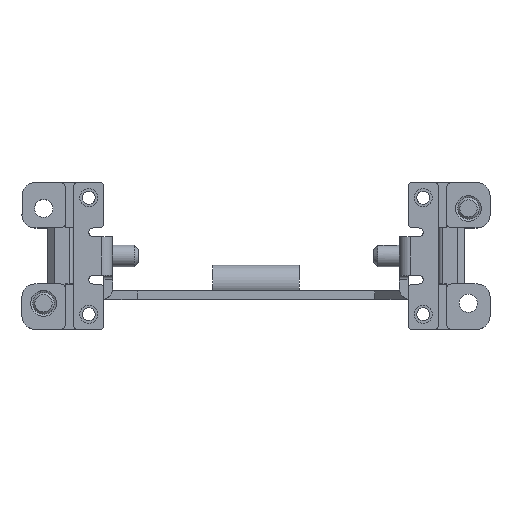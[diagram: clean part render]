
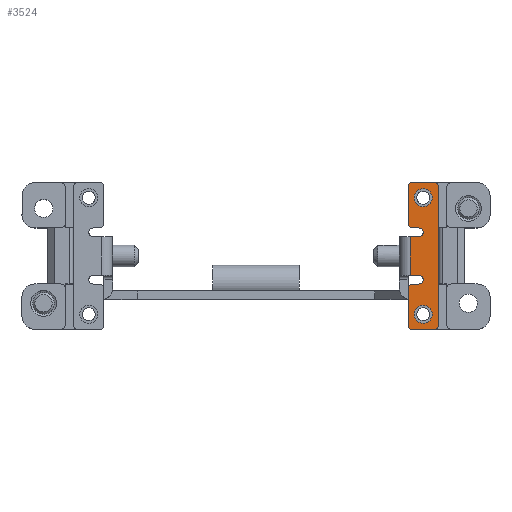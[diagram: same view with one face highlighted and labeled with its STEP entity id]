
A CAD part, top view. The second image highlights one B-rep face of the part: STEP entity #3524.
In plain terms, the highlighted planar face has unit normal (0, 0, 1).
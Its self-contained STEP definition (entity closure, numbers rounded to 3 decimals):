
#3524=ADVANCED_FACE('',(#4613,#4614,#4615),#3949,.T.);
#3949=PLANE('',#12445);
#4291=CIRCLE('',#12401,2.1);
#4293=CIRCLE('',#12404,2.1);
#4295=CIRCLE('',#12408,1.);
#4297=CIRCLE('',#12412,1.);
#4299=CIRCLE('',#12416,1.);
#4302=CIRCLE('',#12421,1.);
#4306=CIRCLE('',#12427,1.);
#4307=CIRCLE('',#12430,1.);
#4310=CIRCLE('',#12435,1.);
#4316=CIRCLE('',#12443,1.);
#4613=FACE_BOUND('',#4952,.T.);
#4614=FACE_BOUND('',#4953,.T.);
#4615=FACE_BOUND('',#4954,.T.);
#4952=EDGE_LOOP('',(#6036));
#4953=EDGE_LOOP('',(#6037));
#4954=EDGE_LOOP('',(#6038,#6039,#6040,#6041,#6042,#6043,#6044,#6045,#6046,
#6047,#6048,#6049,#6050,#6051,#6052,#6053,#6054,#6055));
#6036=ORIENTED_EDGE('',*,*,#9091,.T.);
#6037=ORIENTED_EDGE('',*,*,#9093,.T.);
#6038=ORIENTED_EDGE('',*,*,#9161,.T.);
#6039=ORIENTED_EDGE('',*,*,#9162,.F.);
#6040=ORIENTED_EDGE('',*,*,#9159,.T.);
#6041=ORIENTED_EDGE('',*,*,#9096,.T.);
#6042=ORIENTED_EDGE('',*,*,#9099,.T.);
#6043=ORIENTED_EDGE('',*,*,#9104,.T.);
#6044=ORIENTED_EDGE('',*,*,#9105,.T.);
#6045=ORIENTED_EDGE('',*,*,#9109,.T.);
#6046=ORIENTED_EDGE('',*,*,#9111,.T.);
#6047=ORIENTED_EDGE('',*,*,#9119,.T.);
#6048=ORIENTED_EDGE('',*,*,#9120,.T.);
#6049=ORIENTED_EDGE('',*,*,#9126,.T.);
#6050=ORIENTED_EDGE('',*,*,#9129,.T.);
#6051=ORIENTED_EDGE('',*,*,#9132,.T.);
#6052=ORIENTED_EDGE('',*,*,#9133,.T.);
#6053=ORIENTED_EDGE('',*,*,#9138,.T.);
#6054=ORIENTED_EDGE('',*,*,#9141,.T.);
#6055=ORIENTED_EDGE('',*,*,#9163,.F.);
#8176=VERTEX_POINT('',#16362);
#8178=VERTEX_POINT('',#16367);
#8181=VERTEX_POINT('',#16373);
#8182=VERTEX_POINT('',#16375);
#8184=VERTEX_POINT('',#16381);
#8187=VERTEX_POINT('',#16389);
#8188=VERTEX_POINT('',#16393);
#8191=VERTEX_POINT('',#16400);
#8192=VERTEX_POINT('',#16405);
#8198=VERTEX_POINT('',#16419);
#8199=VERTEX_POINT('',#16423);
#8203=VERTEX_POINT('',#16433);
#8205=VERTEX_POINT('',#16439);
#8207=VERTEX_POINT('',#16445);
#8208=VERTEX_POINT('',#16449);
#8211=VERTEX_POINT('',#16457);
#8213=VERTEX_POINT('',#16463);
#8227=VERTEX_POINT('',#16498);
#8228=VERTEX_POINT('',#16502);
#8229=VERTEX_POINT('',#16503);
#9091=EDGE_CURVE('',#8176,#8176,#4291,.T.);
#9093=EDGE_CURVE('',#8178,#8178,#4293,.T.);
#9096=EDGE_CURVE('',#8182,#8181,#10219,.T.);
#9099=EDGE_CURVE('',#8181,#8184,#4295,.T.);
#9104=EDGE_CURVE('',#8184,#8187,#10225,.T.);
#9105=EDGE_CURVE('',#8187,#8188,#4297,.T.);
#9109=EDGE_CURVE('',#8188,#8191,#10228,.T.);
#9111=EDGE_CURVE('',#8191,#8192,#4299,.T.);
#9119=EDGE_CURVE('',#8192,#8198,#10235,.T.);
#9120=EDGE_CURVE('',#8198,#8199,#4302,.T.);
#9126=EDGE_CURVE('',#8199,#8203,#10239,.T.);
#9129=EDGE_CURVE('',#8203,#8205,#4306,.T.);
#9132=EDGE_CURVE('',#8205,#8207,#10243,.T.);
#9133=EDGE_CURVE('',#8207,#8208,#4307,.T.);
#9138=EDGE_CURVE('',#8208,#8211,#10247,.T.);
#9141=EDGE_CURVE('',#8211,#8213,#4310,.T.);
#9159=EDGE_CURVE('',#8227,#8182,#4316,.T.);
#9161=EDGE_CURVE('',#8228,#8229,#10262,.T.);
#9162=EDGE_CURVE('',#8227,#8229,#10263,.T.);
#9163=EDGE_CURVE('',#8228,#8213,#10264,.T.);
#10219=LINE('',#16374,#11109);
#10225=LINE('',#16390,#11115);
#10228=LINE('',#16401,#11118);
#10235=LINE('',#16420,#11125);
#10239=LINE('',#16434,#11129);
#10243=LINE('',#16446,#11133);
#10247=LINE('',#16458,#11137);
#10262=LINE('',#16501,#11152);
#10263=LINE('',#16504,#11153);
#10264=LINE('',#16505,#11154);
#11109=VECTOR('',#13662,1.);
#11115=VECTOR('',#13676,1.);
#11118=VECTOR('',#13687,1.);
#11125=VECTOR('',#13704,1.);
#11129=VECTOR('',#13718,1.);
#11133=VECTOR('',#13730,1.);
#11137=VECTOR('',#13742,1.);
#11152=VECTOR('',#13781,1.);
#11153=VECTOR('',#13782,1.);
#11154=VECTOR('',#13783,1.);
#12401=AXIS2_PLACEMENT_3D('',#16361,#13649,#13650);
#12404=AXIS2_PLACEMENT_3D('',#16366,#13655,#13656);
#12408=AXIS2_PLACEMENT_3D('',#16380,#13667,#13668);
#12412=AXIS2_PLACEMENT_3D('',#16392,#13679,#13680);
#12416=AXIS2_PLACEMENT_3D('',#16404,#13691,#13692);
#12421=AXIS2_PLACEMENT_3D('',#16422,#13707,#13708);
#12427=AXIS2_PLACEMENT_3D('',#16440,#13724,#13725);
#12430=AXIS2_PLACEMENT_3D('',#16448,#13733,#13734);
#12435=AXIS2_PLACEMENT_3D('',#16464,#13748,#13749);
#12443=AXIS2_PLACEMENT_3D('',#16497,#13776,#13777);
#12445=AXIS2_PLACEMENT_3D('',#16506,#13784,#13785);
#13649=DIRECTION('',(0.,0.,-1.));
#13650=DIRECTION('',(0.,1.,0.));
#13655=DIRECTION('',(0.,0.,-1.));
#13656=DIRECTION('',(0.,1.,0.));
#13662=DIRECTION('',(-1.,0.,0.));
#13667=DIRECTION('',(0.,0.,1.));
#13668=DIRECTION('',(0.,1.,0.));
#13676=DIRECTION('',(0.,-1.,0.));
#13679=DIRECTION('',(0.,0.,1.));
#13680=DIRECTION('',(-1.,0.,0.));
#13687=DIRECTION('',(1.,0.,0.));
#13691=DIRECTION('',(0.,0.,1.));
#13692=DIRECTION('',(0.,-1.,0.));
#13704=DIRECTION('',(0.,1.,0.));
#13707=DIRECTION('',(0.,0.,1.));
#13708=DIRECTION('',(1.,0.,0.));
#13718=DIRECTION('',(-1.,0.,0.));
#13724=DIRECTION('',(0.,0.,1.));
#13725=DIRECTION('',(0.,1.,0.));
#13730=DIRECTION('',(0.,-1.,0.));
#13733=DIRECTION('',(0.,0.,1.));
#13734=DIRECTION('',(-1.,0.,0.));
#13742=DIRECTION('',(1.,0.,0.));
#13748=DIRECTION('',(0.,0.,-1.));
#13749=DIRECTION('',(0.,1.,0.));
#13776=DIRECTION('',(0.,0.,-1.));
#13777=DIRECTION('',(0.,1.,0.));
#13781=DIRECTION('',(0.,-1.,0.));
#13782=DIRECTION('',(-1.,0.,0.));
#13783=DIRECTION('',(1.,0.,0.));
#13784=DIRECTION('',(0.,0.,1.));
#13785=DIRECTION('',(-1.,0.,0.));
#16361=CARTESIAN_POINT('',(38.75,13.5,0.));
#16362=CARTESIAN_POINT('',(38.75,15.6,0.));
#16366=CARTESIAN_POINT('',(38.75,-13.5,0.));
#16367=CARTESIAN_POINT('',(38.75,-11.4,0.));
#16373=CARTESIAN_POINT('',(36.25,-6.5,0.));
#16374=CARTESIAN_POINT('',(37.75,-6.5,0.));
#16375=CARTESIAN_POINT('',(37.75,-6.5,0.));
#16380=CARTESIAN_POINT('',(36.25,-7.5,0.));
#16381=CARTESIAN_POINT('',(35.25,-7.5,0.));
#16389=CARTESIAN_POINT('',(35.25,-16.15,0.));
#16390=CARTESIAN_POINT('',(35.25,-7.5,0.));
#16392=CARTESIAN_POINT('',(36.25,-16.15,0.));
#16393=CARTESIAN_POINT('',(36.25,-17.15,0.));
#16400=CARTESIAN_POINT('',(41.25,-17.15,0.));
#16401=CARTESIAN_POINT('',(36.25,-17.15,0.));
#16404=CARTESIAN_POINT('',(41.25,-16.15,0.));
#16405=CARTESIAN_POINT('',(42.25,-16.15,0.));
#16419=CARTESIAN_POINT('',(42.25,16.15,0.));
#16420=CARTESIAN_POINT('',(42.25,-16.15,0.));
#16422=CARTESIAN_POINT('',(41.25,16.15,0.));
#16423=CARTESIAN_POINT('',(41.25,17.15,0.));
#16433=CARTESIAN_POINT('',(36.25,17.15,0.));
#16434=CARTESIAN_POINT('',(41.25,17.15,0.));
#16439=CARTESIAN_POINT('',(35.25,16.15,0.));
#16440=CARTESIAN_POINT('',(36.25,16.15,0.));
#16445=CARTESIAN_POINT('',(35.25,7.5,0.));
#16446=CARTESIAN_POINT('',(35.25,16.15,0.));
#16448=CARTESIAN_POINT('',(36.25,7.5,0.));
#16449=CARTESIAN_POINT('',(36.25,6.5,0.));
#16457=CARTESIAN_POINT('',(37.75,6.5,0.));
#16458=CARTESIAN_POINT('',(36.25,6.5,0.));
#16463=CARTESIAN_POINT('',(37.75,4.5,0.));
#16464=CARTESIAN_POINT('',(37.75,5.5,0.));
#16497=CARTESIAN_POINT('',(37.75,-5.5,0.));
#16498=CARTESIAN_POINT('',(37.75,-4.5,0.));
#16501=CARTESIAN_POINT('',(35.75,4.5,0.));
#16502=CARTESIAN_POINT('',(35.75,4.5,0.));
#16503=CARTESIAN_POINT('',(35.75,-4.5,0.));
#16504=CARTESIAN_POINT('',(37.75,-4.5,0.));
#16505=CARTESIAN_POINT('',(35.75,4.5,0.));
#16506=CARTESIAN_POINT('',(42.475,18.007,0.));
